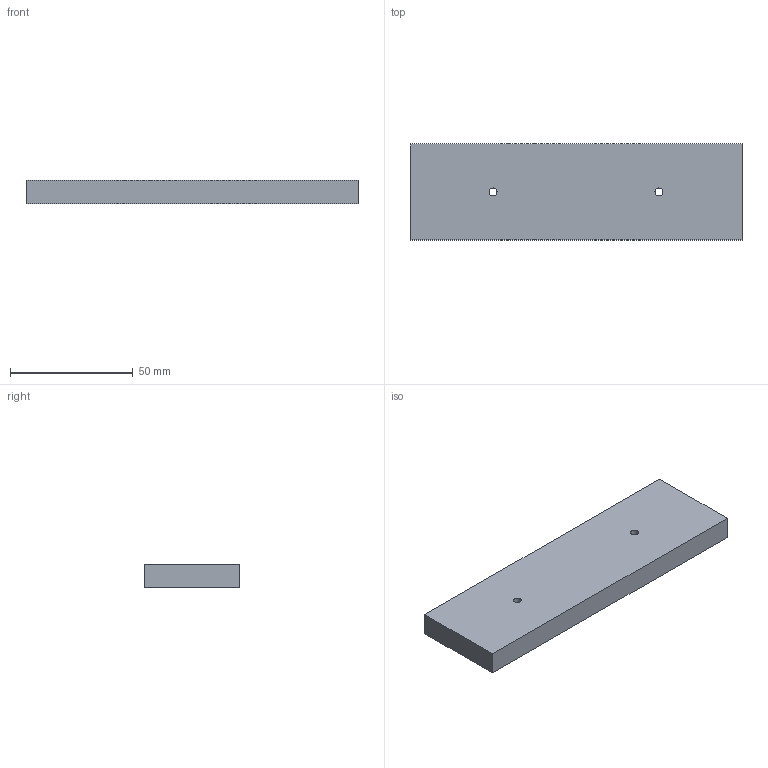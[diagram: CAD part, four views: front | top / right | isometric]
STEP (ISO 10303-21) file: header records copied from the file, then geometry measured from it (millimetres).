
FILE_DESCRIPTION(/* description */ (''),/* implementation_level */ '2;1');
FILE_NAME(/* name */ 'nmt_metalplate.stp',/* time_stamp */ '2017-03-16T11:28:03-07:00',/* author */ ('Zara'),/* organization */ (''),/* preprocessor_version */ 'ST-DEVELOPER v16.5',/* originating_system */ 'Autodesk Inventor 2017',/* authorisation */ '');
FILE_SCHEMA (('AUTOMOTIVE_DESIGN { 1 0 10303 214 3 1 1 }'));
Length unit declared in the file: inch
Products named in the file (1): nmt_metalplate
Bounding box: 135.28 x 39.12 x 9.53 mm (x, y, z)
Volume: 50244.6 mm3; surface area: 14066.9 mm2
Topology: 1 solids, 1 shells, 8 faces, 21 edges, 16 vertices
Faces by surface type: plane 6, cylinder 2
Full cylindrical faces by diameter (mm): 3.251 x2
Entity records: 274 total; most frequent: CARTESIAN_POINT 40, DIRECTION 39, ORIENTED_EDGE 32, EDGE_CURVE 16, EDGE_LOOP 14, LINE 13, VECTOR 13, AXIS2_PLACEMENT_3D 13
